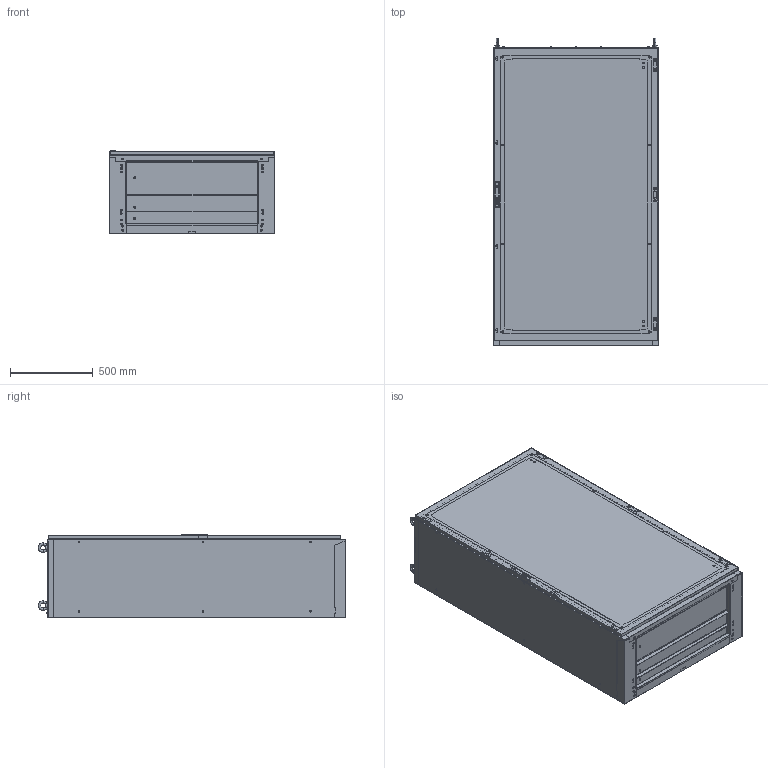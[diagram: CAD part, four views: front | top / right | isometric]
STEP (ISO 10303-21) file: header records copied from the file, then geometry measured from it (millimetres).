
FILE_DESCRIPTION (( 'STEP AP214' ), '1' );
FILE_NAME ('0390-1018-50-07.step', '2022-07-28T11:02:33', ( '' ), ( '' ), 'SwSTEP 2.0', 'SolidWorks 2019', '' );
FILE_SCHEMA (( 'AUTOMOTIVE_DESIGN' ));
Length unit declared in the file: millimetre
Products named in the file (5): Dachplatte_ss_0390-1000-50-07; Bodenplattensatz_s_0396-1000-50-03; 0390-1018-50-07; Korpus_ss_1018-50; TuerR_s_0395-1018-00-97
Assembly tree (4 placements, depth 2):
  0390-1018-50-07
    Korpus_ss_1018-50
    TuerR_s_0395-1018-00-97
    Dachplatte_ss_0390-1000-50-07
    Bodenplattensatz_s_0396-1000-50-03
Bounding box: 1000 x 1857.99 x 507.5 mm (x, y, z)
Volume: 13943112.3 mm3; surface area: 15557203.9 mm2
Topology: 42 solids, 42 shells, 4381 faces, 11606 edges, 7676 vertices
Faces by surface type: plane 2395, cylinder 1776, cone 172, torus 24, bspline 14
Entity records: 166991 total; most frequent: CARTESIAN_POINT 25663, DIRECTION 23914, ORIENTED_EDGE 23212, EDGE_CURVE 11606, AXIS2_PLACEMENT_3D 8203, VERTEX_POINT 7676, VECTOR 7508, LINE 7508
